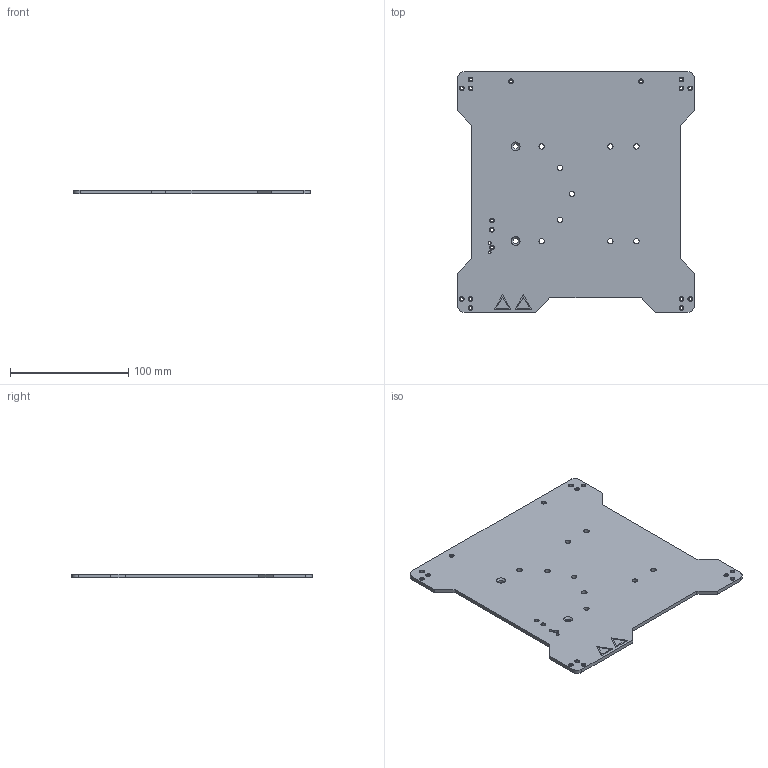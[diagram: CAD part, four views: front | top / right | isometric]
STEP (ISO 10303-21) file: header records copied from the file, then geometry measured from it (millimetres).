
FILE_DESCRIPTION(('FreeCAD Model'),'2;1');
FILE_NAME('bed-mount-plate-mini_PP-FP0138_revF.step', '2018-01-23T09:56:13',('Author'),(''), 'Open CASCADE STEP processor 6.9','FreeCAD','Unknown');
FILE_SCHEMA(('AUTOMOTIVE_DESIGN { 1 0 10303 214 1 1 1 1 }'));
Length unit declared in the file: millimetre
Products named in the file (1): Pocket020
Bounding box: 200 x 203 x 3.18 mm (x, y, z)
Volume: 115009.5 mm3; surface area: 76062.6 mm2
Topology: 1 solids, 1 shells, 138 faces, 259 edges, 194 vertices
Faces by surface type: plane 101, cylinder 35, cone 2
Full cylindrical faces by diameter (mm): 2.45 x1, 2.5 x18, 4 x1, 4.5 x11
Entity records: 7661 total; most frequent: CARTESIAN_POINT 2296, DIRECTION 977, ORIENTED_EDGE 518, PCURVE 518, DEFINITIONAL_REPRESENTATION 518, LINE 415, VECTOR 415, AXIS2_PLACEMENT_3D 277
